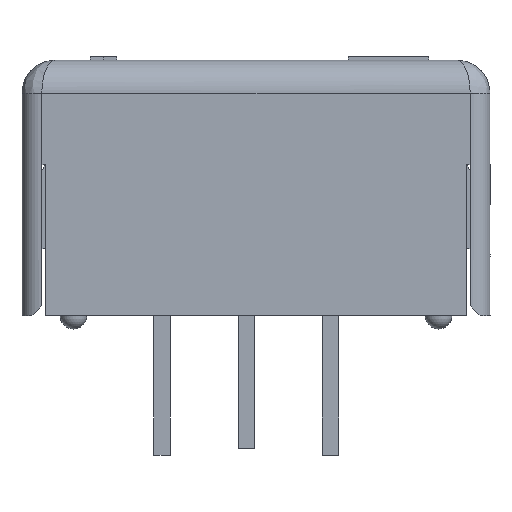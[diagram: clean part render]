
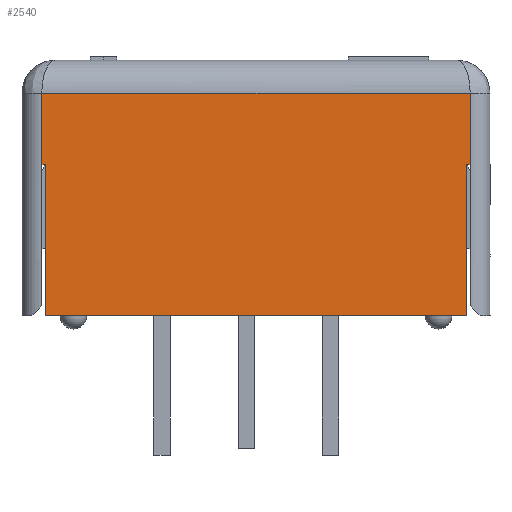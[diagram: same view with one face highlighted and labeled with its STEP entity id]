
A CAD part, front view. The second image highlights one B-rep face of the part: STEP entity #2540.
In plain terms, the highlighted planar face has unit normal (0, -1, 0).
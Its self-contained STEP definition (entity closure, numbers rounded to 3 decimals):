
#85=DIRECTION('',(1.,0.,0.));
#86=VECTOR('',#85,12.7);
#87=CARTESIAN_POINT('',(-6.35,-3.75,0.));
#88=LINE('',#87,#86);
#281=DIRECTION('',(0.,0.,1.));
#282=VECTOR('',#281,4.55);
#283=CARTESIAN_POINT('',(6.35,-3.75,0.));
#284=LINE('',#283,#282);
#333=DIRECTION('',(0.,0.,1.));
#334=VECTOR('',#333,4.55);
#335=CARTESIAN_POINT('',(-6.35,-3.75,0.));
#336=LINE('',#335,#334);
#337=DIRECTION('',(1.,0.,0.));
#338=VECTOR('',#337,0.1);
#339=CARTESIAN_POINT('',(-6.45,-3.75,4.55));
#340=LINE('',#339,#338);
#341=DIRECTION('',(0.,0.,-1.));
#342=VECTOR('',#341,2.15);
#343=CARTESIAN_POINT('',(-6.45,-3.75,6.7));
#344=LINE('',#343,#342);
#345=DIRECTION('',(1.,0.,0.));
#346=VECTOR('',#345,12.9);
#347=CARTESIAN_POINT('',(-6.45,-3.75,6.7));
#348=LINE('',#347,#346);
#349=DIRECTION('',(0.,0.,-1.));
#350=VECTOR('',#349,2.15);
#351=CARTESIAN_POINT('',(6.45,-3.75,6.7));
#352=LINE('',#351,#350);
#353=DIRECTION('',(1.,0.,0.));
#354=VECTOR('',#353,0.1);
#355=CARTESIAN_POINT('',(6.35,-3.75,4.55));
#356=LINE('',#355,#354);
#1123=CARTESIAN_POINT('',(-6.45,-3.75,
6.7));
#1139=CARTESIAN_POINT('',(6.45,-3.75,6.7));
#1736=CARTESIAN_POINT('',(-6.35,-3.75,0.));
#1738=VERTEX_POINT('',#1736);
#1739=CARTESIAN_POINT('',(6.35,-3.75,0.));
#1740=VERTEX_POINT('',#1739);
#1878=VERTEX_POINT('',#1123);
#1884=VERTEX_POINT('',#1139);
#1935=CARTESIAN_POINT('',(-6.45,-3.75,4.55));
#1936=VERTEX_POINT('',#1935);
#1937=CARTESIAN_POINT('',(6.45,-3.75,4.55));
#1938=VERTEX_POINT('',#1937);
#2001=CARTESIAN_POINT('',(-6.35,-3.75,4.55));
#2003=VERTEX_POINT('',#2001);
#2009=CARTESIAN_POINT('',(6.35,-3.75,4.55));
#2011=VERTEX_POINT('',#2009);
#2520=CARTESIAN_POINT('',(-6.35,-3.75,0.));
#2521=DIRECTION('',(0.,-1.,0.));
#2522=DIRECTION('',(1.,0.,0.));
#2523=AXIS2_PLACEMENT_3D('',#2520,#2521,#2522);
#2524=PLANE('',#2523);
#2525=ORIENTED_EDGE('',*,*,#2379,.T.);
#2527=ORIENTED_EDGE('',*,*,#2526,.F.);
#2529=ORIENTED_EDGE('',*,*,#2528,.F.);
#2531=ORIENTED_EDGE('',*,*,#2530,.T.);
#2533=ORIENTED_EDGE('',*,*,#2532,.T.);
#2535=ORIENTED_EDGE('',*,*,#2534,.F.);
#2536=ORIENTED_EDGE('',*,*,#2488,.F.);
#2537=ORIENTED_EDGE('',*,*,#2316,.F.);
#2538=EDGE_LOOP('',(#2525,#2527,#2529,#2531,#2533,#2535,#2536,#2537));
#2539=FACE_OUTER_BOUND('',#2538,.F.);
#2316=EDGE_CURVE('',#1738,#1740,#88,.T.);
#2379=EDGE_CURVE('',#1738,#2003,#336,.T.);
#2488=EDGE_CURVE('',#1740,#2011,#284,.T.);
#2526=EDGE_CURVE('',#1936,#2003,#340,.T.);
#2528=EDGE_CURVE('',#1878,#1936,#344,.T.);
#2530=EDGE_CURVE('',#1878,#1884,#348,.T.);
#2532=EDGE_CURVE('',#1884,#1938,#352,.T.);
#2534=EDGE_CURVE('',#2011,#1938,#356,.T.);
#2540=ADVANCED_FACE('',(#2539),#2524,.T.);
